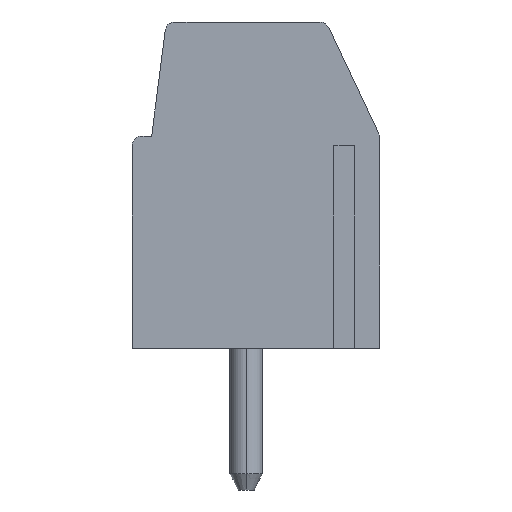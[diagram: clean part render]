
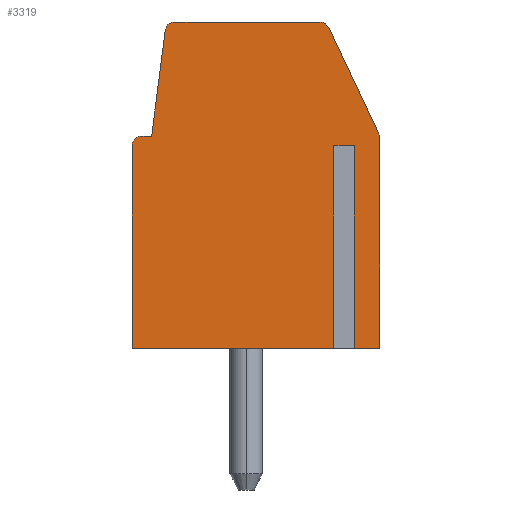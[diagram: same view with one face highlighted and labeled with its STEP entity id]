
A CAD part, left-side view. The second image highlights one B-rep face of the part: STEP entity #3319.
In plain terms, the highlighted planar face has unit normal (-1, 0, 0).
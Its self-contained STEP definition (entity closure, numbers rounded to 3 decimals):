
#19 = ORIENTED_EDGE ( 'NONE', *, *, #3455, .F. ) ;
#90 = EDGE_CURVE ( 'NONE', #3817, #4250, #2961, .T. ) ;
#169 = EDGE_LOOP ( 'NONE', ( #3247, #4061, #3413, #378, #2629, #3565, #4051, #2650, #1140, #2561, #3897, #409, #4224, #19, #844 ) ) ;
#188 = CARTESIAN_POINT ( 'NONE',  ( 0., 0.94, 0. ) ) ;
#232 = DIRECTION ( 'NONE',  ( 0., 1., 0. ) ) ;
#378 = ORIENTED_EDGE ( 'NONE', *, *, #536, .F. ) ;
#409 = ORIENTED_EDGE ( 'NONE', *, *, #1263, .T. ) ;
#464 = EDGE_CURVE ( 'NONE', #3345, #1313, #1205, .T. ) ;
#519 = DIRECTION ( 'NONE',  ( 0., -1., 0. ) ) ;
#536 = EDGE_CURVE ( 'NONE', #3345, #3817, #1388, .T. ) ;
#644 = CARTESIAN_POINT ( 'NONE',  ( 0., 1.56, 0. ) ) ;
#790 = EDGE_CURVE ( 'NONE', #2033, #4250, #2640, .T. ) ;
#844 = ORIENTED_EDGE ( 'NONE', *, *, #1969, .F. ) ;
#874 = CARTESIAN_POINT ( 'NONE',  ( 0., 7.75, 6.5 ) ) ;
#929 = EDGE_CURVE ( 'NONE', #2033, #1425, #3865, .T. ) ;
#938 = CARTESIAN_POINT ( 'NONE',  ( 0., 0.198, 6.601 ) ) ;
#985 = CARTESIAN_POINT ( 'NONE',  ( 0., 0., 0. ) ) ;
#1024 = CARTESIAN_POINT ( 'NONE',  ( 0., 0.65, 6.388 ) ) ;
#1056 = CARTESIAN_POINT ( 'NONE',  ( 0., 6.436, 10. ) ) ;
#1081 = CARTESIAN_POINT ( 'NONE',  ( 0., 1.719, 9.828 ) ) ;
#1132 = DIRECTION ( 'NONE',  ( 1., 0., 0. ) ) ;
#1140 = ORIENTED_EDGE ( 'NONE', *, *, #2589, .T. ) ;
#1146 = VECTOR ( 'NONE', #232, 1000. ) ;
#1172 = VECTOR ( 'NONE', #519, 1000. ) ;
#1198 = CARTESIAN_POINT ( 'NONE',  ( 0., 0.94, 6.2 ) ) ;
#1205 = CIRCLE ( 'NONE', #4127, 0.5 ) ;
#1216 = CARTESIAN_POINT ( 'NONE',  ( 0., 7.75, 6.2 ) ) ;
#1263 = EDGE_CURVE ( 'NONE', #3692, #3962, #2340, .T. ) ;
#1313 = VERTEX_POINT ( 'NONE', #938 ) ;
#1388 = LINE ( 'NONE', #4085, #3444 ) ;
#1425 = VERTEX_POINT ( 'NONE', #2003 ) ;
#1431 = CARTESIAN_POINT ( 'NONE',  ( 0., 1.8, 10. ) ) ;
#1467 = AXIS2_PLACEMENT_3D ( 'NONE', #3070, #4019, #3442 ) ;
#1526 = VERTEX_POINT ( 'NONE', #2312 ) ;
#1530 = VECTOR ( 'NONE', #2457, 1000. ) ;
#1533 = CARTESIAN_POINT ( 'NONE',  ( 0., 7.15, 6.5 ) ) ;
#1569 = VERTEX_POINT ( 'NONE', #1056 ) ;
#1610 = DIRECTION ( 'NONE',  ( 0., 1., 0. ) ) ;
#1659 = DIRECTION ( 'NONE',  ( 0., 1., 0. ) ) ;
#1668 = VECTOR ( 'NONE', #2124, 1000. ) ;
#1691 = EDGE_CURVE ( 'NONE', #3692, #3111, #3504, .T. ) ;
#1729 = VECTOR ( 'NONE', #3732, 1000. ) ;
#1733 = VECTOR ( 'NONE', #2578, 1000. ) ;
#1843 = VECTOR ( 'NONE', #2009, 1000. ) ;
#1934 = DIRECTION ( 'NONE',  ( 0., 0., 1. ) ) ;
#1960 = VECTOR ( 'NONE', #1934, 1000. ) ;
#1969 = EDGE_CURVE ( 'NONE', #1425, #3751, #2052, .T. ) ;
#1984 = DIRECTION ( 'NONE',  ( 0., 0., -1. ) ) ;
#2003 = CARTESIAN_POINT ( 'NONE',  ( 0., 1.56, 6.2 ) ) ;
#2009 = DIRECTION ( 'NONE',  ( 0., 0., -1. ) ) ;
#2033 = VERTEX_POINT ( 'NONE', #3928 ) ;
#2038 = LINE ( 'NONE', #3741, #3415 ) ;
#2052 = LINE ( 'NONE', #2409, #1729 ) ;
#2090 = AXIS2_PLACEMENT_3D ( 'NONE', #3197, #1132, #2465 ) ;
#2124 = DIRECTION ( 'NONE',  ( 0., -1., 0. ) ) ;
#2133 = DIRECTION ( 'NONE',  ( 0., 0., -1. ) ) ;
#2137 = VECTOR ( 'NONE', #1610, 1000. ) ;
#2204 = EDGE_CURVE ( 'NONE', #3122, #1313, #3432, .T. ) ;
#2242 = CARTESIAN_POINT ( 'NONE',  ( 0., 0.94, 6.2 ) ) ;
#2254 = EDGE_CURVE ( 'NONE', #3111, #3378, #3851, .T. ) ;
#2295 = AXIS2_PLACEMENT_3D ( 'NONE', #2726, #3469, #2750 ) ;
#2312 = CARTESIAN_POINT ( 'NONE',  ( 0., 1.99, 10. ) ) ;
#2316 = LINE ( 'NONE', #3648, #1960 ) ;
#2340 = CIRCLE ( 'NONE', #2622, 0.3 ) ;
#2409 = CARTESIAN_POINT ( 'NONE',  ( 0., 1.56, 6.2 ) ) ;
#2430 = CARTESIAN_POINT ( 'NONE',  ( 0., 6.65, 10. ) ) ;
#2457 = DIRECTION ( 'NONE',  ( 0., -0.426, -0.905 ) ) ;
#2465 = DIRECTION ( 'NONE',  ( 0., 0., -1. ) ) ;
#2510 = CIRCLE ( 'NONE', #1467, 0.3 ) ;
#2519 = LINE ( 'NONE', #2430, #1668 ) ;
#2561 = ORIENTED_EDGE ( 'NONE', *, *, #2254, .F. ) ;
#2578 = DIRECTION ( 'NONE',  ( 0., -0.128, 0.992 ) ) ;
#2589 = EDGE_CURVE ( 'NONE', #1569, #3378, #2510, .T. ) ;
#2590 = CARTESIAN_POINT ( 'NONE',  ( 0., 6.734, 9.738 ) ) ;
#2622 = AXIS2_PLACEMENT_3D ( 'NONE', #3223, #4220, #3185 ) ;
#2629 = ORIENTED_EDGE ( 'NONE', *, *, #464, .T. ) ;
#2640 = LINE ( 'NONE', #2242, #1843 ) ;
#2650 = ORIENTED_EDGE ( 'NONE', *, *, #3892, .F. ) ;
#2663 = EDGE_CURVE ( 'NONE', #4000, #3962, #2316, .T. ) ;
#2684 = CARTESIAN_POINT ( 'NONE',  ( 0., 0.15, 0. ) ) ;
#2726 = CARTESIAN_POINT ( 'NONE',  ( 0., 1.99, 9.7 ) ) ;
#2750 = DIRECTION ( 'NONE',  ( 0., 0., -1. ) ) ;
#2870 = PLANE ( 'NONE',  #2090 ) ;
#2902 = CARTESIAN_POINT ( 'NONE',  ( 0., 7.75, 0. ) ) ;
#2961 = LINE ( 'NONE', #985, #2137 ) ;
#3036 = CARTESIAN_POINT ( 'NONE',  ( 0., 7.15, 6.5 ) ) ;
#3070 = CARTESIAN_POINT ( 'NONE',  ( 0., 6.436, 9.7 ) ) ;
#3111 = VERTEX_POINT ( 'NONE', #3036 ) ;
#3122 = VERTEX_POINT ( 'NONE', #1081 ) ;
#3181 = FACE_OUTER_BOUND ( 'NONE', #169, .T. ) ;
#3185 = DIRECTION ( 'NONE',  ( 0., 0., -1. ) ) ;
#3197 = CARTESIAN_POINT ( 'NONE',  ( 0., 4.9, 3.275 ) ) ;
#3223 = CARTESIAN_POINT ( 'NONE',  ( 0., 7.45, 6.2 ) ) ;
#3247 = ORIENTED_EDGE ( 'NONE', *, *, #929, .F. ) ;
#3307 = DIRECTION ( 'NONE',  ( -1., 0., 0. ) ) ;
#3319 = ADVANCED_FACE ( 'NONE', ( #3181 ), #2870, .F. ) ;
#3345 = VERTEX_POINT ( 'NONE', #3512 ) ;
#3378 = VERTEX_POINT ( 'NONE', #2590 ) ;
#3413 = ORIENTED_EDGE ( 'NONE', *, *, #90, .F. ) ;
#3415 = VECTOR ( 'NONE', #1659, 1000. ) ;
#3432 = LINE ( 'NONE', #1431, #1530 ) ;
#3442 = DIRECTION ( 'NONE',  ( 0., 0., -1. ) ) ;
#3444 = VECTOR ( 'NONE', #2133, 1000. ) ;
#3455 = EDGE_CURVE ( 'NONE', #3751, #4000, #2038, .T. ) ;
#3469 = DIRECTION ( 'NONE',  ( -1., 0., 0. ) ) ;
#3498 = CIRCLE ( 'NONE', #2295, 0.3 ) ;
#3504 = LINE ( 'NONE', #874, #1172 ) ;
#3512 = CARTESIAN_POINT ( 'NONE',  ( 0., 0.15, 6.388 ) ) ;
#3565 = ORIENTED_EDGE ( 'NONE', *, *, #2204, .F. ) ;
#3648 = CARTESIAN_POINT ( 'NONE',  ( 0., 7.75, 0. ) ) ;
#3692 = VERTEX_POINT ( 'NONE', #3890 ) ;
#3732 = DIRECTION ( 'NONE',  ( 0., 0., -1. ) ) ;
#3741 = CARTESIAN_POINT ( 'NONE',  ( 0., 0., 0. ) ) ;
#3751 = VERTEX_POINT ( 'NONE', #644 ) ;
#3817 = VERTEX_POINT ( 'NONE', #2684 ) ;
#3851 = LINE ( 'NONE', #1533, #1733 ) ;
#3865 = LINE ( 'NONE', #1198, #1146 ) ;
#3890 = CARTESIAN_POINT ( 'NONE',  ( 0., 7.45, 6.5 ) ) ;
#3892 = EDGE_CURVE ( 'NONE', #1569, #1526, #2519, .T. ) ;
#3897 = ORIENTED_EDGE ( 'NONE', *, *, #1691, .F. ) ;
#3928 = CARTESIAN_POINT ( 'NONE',  ( 0., 0.94, 6.2 ) ) ;
#3962 = VERTEX_POINT ( 'NONE', #1216 ) ;
#4000 = VERTEX_POINT ( 'NONE', #2902 ) ;
#4019 = DIRECTION ( 'NONE',  ( -1., 0., 0. ) ) ;
#4051 = ORIENTED_EDGE ( 'NONE', *, *, #4198, .T. ) ;
#4061 = ORIENTED_EDGE ( 'NONE', *, *, #790, .T. ) ;
#4085 = CARTESIAN_POINT ( 'NONE',  ( 0., 0.15, 6.7 ) ) ;
#4127 = AXIS2_PLACEMENT_3D ( 'NONE', #1024, #3307, #1984 ) ;
#4198 = EDGE_CURVE ( 'NONE', #3122, #1526, #3498, .T. ) ;
#4220 = DIRECTION ( 'NONE',  ( -1., 0., 0. ) ) ;
#4224 = ORIENTED_EDGE ( 'NONE', *, *, #2663, .F. ) ;
#4250 = VERTEX_POINT ( 'NONE', #188 ) ;
